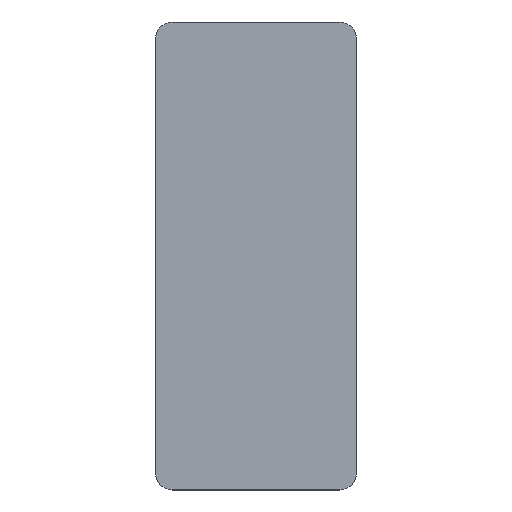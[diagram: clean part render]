
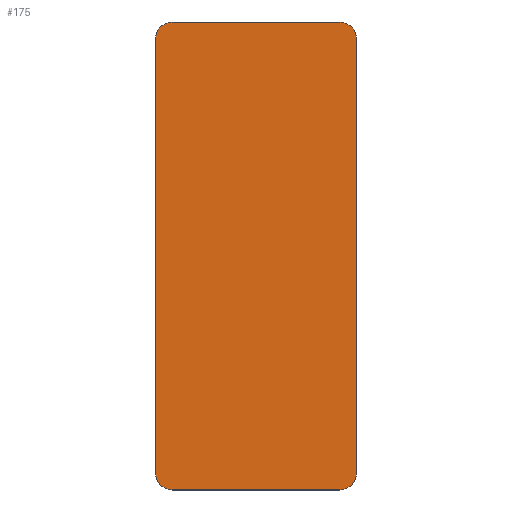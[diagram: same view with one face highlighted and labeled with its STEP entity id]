
A CAD part, top view. The second image highlights one B-rep face of the part: STEP entity #175.
In plain terms, the highlighted planar face has unit normal (0, 0, 1).
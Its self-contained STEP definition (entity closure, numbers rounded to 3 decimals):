
#9=CARTESIAN_POINT('',(-5.,-13.,1.5));
#10=DIRECTION('',(0.,0.,1.));
#11=DIRECTION('',(-1.,0.,0.));
#12=AXIS2_PLACEMENT_3D('',#9,#10,#11);
#14=CARTESIAN_POINT('',(-5.,13.,1.5));
#15=DIRECTION('',(0.,0.,1.));
#16=DIRECTION('',(0.,1.,0.));
#17=AXIS2_PLACEMENT_3D('',#14,#15,#16);
#19=CARTESIAN_POINT('',(5.,13.,1.5));
#20=DIRECTION('',(0.,0.,1.));
#21=DIRECTION('',(1.,0.,0.));
#22=AXIS2_PLACEMENT_3D('',#19,#20,#21);
#24=CARTESIAN_POINT('',(5.,-13.,1.5));
#25=DIRECTION('',(0.,0.,1.));
#26=DIRECTION('',(0.,-1.,0.));
#27=AXIS2_PLACEMENT_3D('',#24,#25,#26);
#29=DIRECTION('',(-1.,0.,0.));
#30=VECTOR('',#29,10.);
#31=CARTESIAN_POINT('',(5.,-14.,1.5));
#32=LINE('',#31,#30);
#69=DIRECTION('',(0.,-1.,0.));
#70=VECTOR('',#69,26.);
#71=CARTESIAN_POINT('',(6.,13.,1.5));
#72=LINE('',#71,#70);
#81=DIRECTION('',(1.,0.,0.));
#82=VECTOR('',#81,10.);
#83=CARTESIAN_POINT('',(-5.,14.,1.5));
#84=LINE('',#83,#82);
#93=DIRECTION('',(0.,1.,0.));
#94=VECTOR('',#93,26.);
#95=CARTESIAN_POINT('',(-6.,-13.,1.5));
#96=LINE('',#95,#94);
#106=CARTESIAN_POINT('',(5.,14.,1.5));
#108=VERTEX_POINT('',#106);
#113=CARTESIAN_POINT('',(-5.,-14.,1.5));
#114=VERTEX_POINT('',#113);
#116=CARTESIAN_POINT('',(-6.,13.,1.5));
#118=VERTEX_POINT('',#116);
#119=CARTESIAN_POINT('',(5.,-14.,1.5));
#120=VERTEX_POINT('',#119);
#121=CARTESIAN_POINT('',(6.,13.,1.5));
#123=VERTEX_POINT('',#121);
#125=CARTESIAN_POINT('',(-6.,-13.,1.5));
#126=VERTEX_POINT('',#125);
#128=CARTESIAN_POINT('',(6.,-13.,1.5));
#130=VERTEX_POINT('',#128);
#133=CARTESIAN_POINT('',(-5.,14.,1.5));
#134=VERTEX_POINT('',#133);
#153=CARTESIAN_POINT('',(0.,0.,1.5));
#154=DIRECTION('',(0.,0.,1.));
#155=DIRECTION('',(1.,0.,0.));
#156=AXIS2_PLACEMENT_3D('',#153,#154,#155);
#157=PLANE('',#156);
#159=ORIENTED_EDGE('',*,*,#158,.T.);
#160=ORIENTED_EDGE('',*,*,#142,.F.);
#162=ORIENTED_EDGE('',*,*,#161,.T.);
#164=ORIENTED_EDGE('',*,*,#163,.F.);
#166=ORIENTED_EDGE('',*,*,#165,.T.);
#168=ORIENTED_EDGE('',*,*,#167,.F.);
#170=ORIENTED_EDGE('',*,*,#169,.T.);
#172=ORIENTED_EDGE('',*,*,#171,.F.);
#173=EDGE_LOOP('',(#159,#160,#162,#164,#166,#168,#170,#172));
#174=FACE_OUTER_BOUND('',#173,.F.);
#13=CIRCLE('',#12,1.);
#18=CIRCLE('',#17,1.);
#23=CIRCLE('',#22,1.);
#28=CIRCLE('',#27,1.);
#142=EDGE_CURVE('',#126,#114,#13,.T.);
#158=EDGE_CURVE('',#120,#114,#32,.T.);
#161=EDGE_CURVE('',#126,#118,#96,.T.);
#163=EDGE_CURVE('',#134,#118,#18,.T.);
#165=EDGE_CURVE('',#134,#108,#84,.T.);
#167=EDGE_CURVE('',#123,#108,#23,.T.);
#169=EDGE_CURVE('',#123,#130,#72,.T.);
#171=EDGE_CURVE('',#120,#130,#28,.T.);
#175=ADVANCED_FACE('',(#174),#157,.T.);
